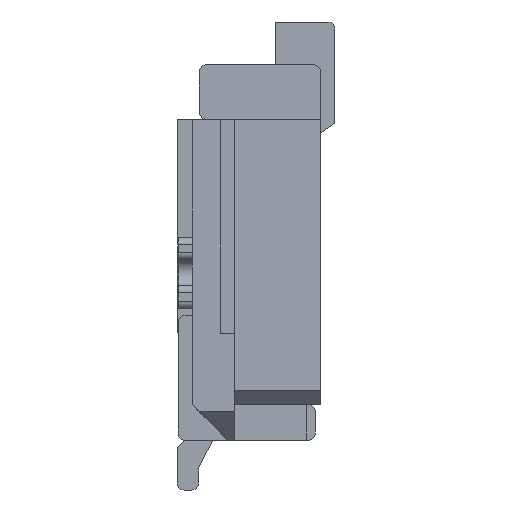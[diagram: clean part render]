
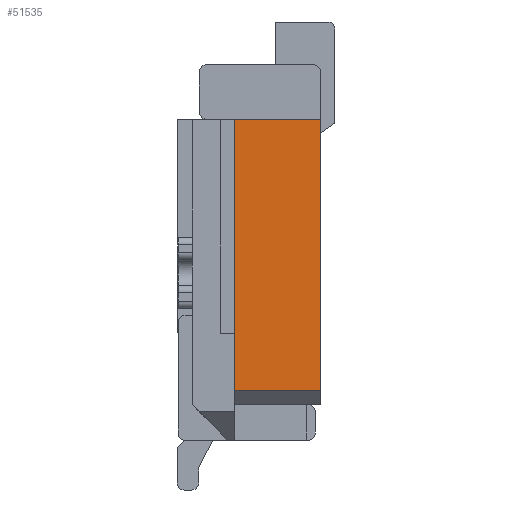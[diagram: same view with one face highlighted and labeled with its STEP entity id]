
A CAD part, left-side view. The second image highlights one B-rep face of the part: STEP entity #51535.
In plain terms, the highlighted planar face has unit normal (-1, 0, 0).
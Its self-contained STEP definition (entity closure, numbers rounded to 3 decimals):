
#1955 = VECTOR ( 'NONE', #51607, 1000. ) ;
#3201 = VECTOR ( 'NONE', #24604, 1000. ) ;
#4775 = DIRECTION ( 'NONE',  ( 0., 0., -1. ) ) ;
#6785 = EDGE_CURVE ( 'NONE', #7818, #42350, #18402, .T. ) ;
#7818 = VERTEX_POINT ( 'NONE', #40559 ) ;
#8682 = LINE ( 'NONE', #45108, #3201 ) ;
#13371 = CARTESIAN_POINT ( 'NONE',  ( -7.2, 0.2, 0.7 ) ) ;
#14253 = VECTOR ( 'NONE', #40047, 1000. ) ;
#14690 = CARTESIAN_POINT ( 'NONE',  ( -7.2, 0.2, 1.5 ) ) ;
#15019 = CARTESIAN_POINT ( 'NONE',  ( -7.2, -1., 0.7 ) ) ;
#15684 = EDGE_LOOP ( 'NONE', ( #23083, #27581, #36147, #53338 ) ) ;
#17678 = VECTOR ( 'NONE', #50884, 1000. ) ;
#17692 = DIRECTION ( 'NONE',  ( 1., 0., 0. ) ) ;
#18402 = LINE ( 'NONE', #35162, #1955 ) ;
#20547 = CARTESIAN_POINT ( 'NONE',  ( -7.2, -1., 4.5 ) ) ;
#23083 = ORIENTED_EDGE ( 'NONE', *, *, #49358, .F. ) ;
#24604 = DIRECTION ( 'NONE',  ( 0., 0., -1. ) ) ;
#27581 = ORIENTED_EDGE ( 'NONE', *, *, #39009, .T. ) ;
#29255 = CARTESIAN_POINT ( 'NONE',  ( -7.2, -1., 0.7 ) ) ;
#32703 = VERTEX_POINT ( 'NONE', #13371 ) ;
#34185 = CARTESIAN_POINT ( 'NONE',  ( -7.2, -1., 4.5 ) ) ;
#35162 = CARTESIAN_POINT ( 'NONE',  ( -7.2, -1., 4.5 ) ) ;
#36147 = ORIENTED_EDGE ( 'NONE', *, *, #52508, .F. ) ;
#36715 = AXIS2_PLACEMENT_3D ( 'NONE', #34185, #17692, #4775 ) ;
#37700 = FACE_OUTER_BOUND ( 'NONE', #15684, .T. ) ;
#39009 = EDGE_CURVE ( 'NONE', #32703, #47686, #51971, .T. ) ;
#40047 = DIRECTION ( 'NONE',  ( 0., 0., 1. ) ) ;
#40559 = CARTESIAN_POINT ( 'NONE',  ( -7.2, 0.2, 4.5 ) ) ;
#42350 = VERTEX_POINT ( 'NONE', #20547 ) ;
#45108 = CARTESIAN_POINT ( 'NONE',  ( -7.2, -1., 4.5 ) ) ;
#45756 = PLANE ( 'NONE',  #36715 ) ;
#47686 = VERTEX_POINT ( 'NONE', #29255 ) ;
#49358 = EDGE_CURVE ( 'NONE', #32703, #7818, #52432, .T. ) ;
#50884 = DIRECTION ( 'NONE',  ( 0., -1., 0. ) ) ;
#51535 = ADVANCED_FACE ( 'NONE', ( #37700 ), #45756, .F. ) ;
#51607 = DIRECTION ( 'NONE',  ( 0., -1., 0. ) ) ;
#51971 = LINE ( 'NONE', #15019, #17678 ) ;
#52432 = LINE ( 'NONE', #14690, #14253 ) ;
#52508 = EDGE_CURVE ( 'NONE', #42350, #47686, #8682, .T. ) ;
#53338 = ORIENTED_EDGE ( 'NONE', *, *, #6785, .F. ) ;
